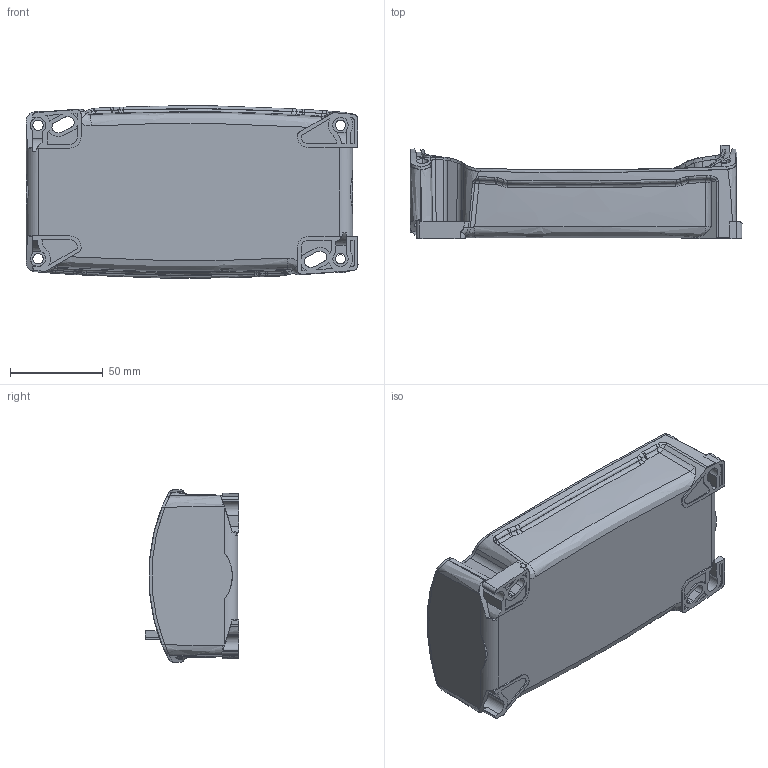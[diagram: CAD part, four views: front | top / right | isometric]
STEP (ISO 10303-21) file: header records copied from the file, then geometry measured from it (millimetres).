
FILE_DESCRIPTION((''),'2;1');
FILE_NAME('3F-GEH_VEREINF','2023-09-26T14:49:21',('Beil'),(''),'CREO PARAMETRIC BY PTC INC, 2019030','CREO PARAMETRIC BY PTC INC, 2019030','');
FILE_SCHEMA(('CONFIG_CONTROL_DESIGN','SHAPE_APPEARANCE_LAYERS_GROUPS'));
Length unit declared in the file: millimetre
Products named in the file (1): 3F-GEH_VEREINF
Bounding box: 178.93 x 50.5 x 92.73 mm (x, y, z)
Volume: 200447 mm3; surface area: 85356.5 mm2
Topology: 1 solids, 2 shells, 811 faces, 2282 edges, 1495 vertices
Faces by surface type: plane 376, cylinder 180, bspline 158, extrusion 68, cone 29
Entity records: 39815 total; most frequent: CARTESIAN_POINT 13825, ORIENTED_EDGE 4560, DIRECTION 2998, PRESENTATION_STYLE_ASSIGNMENT 2284, STYLED_ITEM 2284, CURVE_STYLE 2282, EDGE_CURVE 2282, VERTEX_POINT 1495
